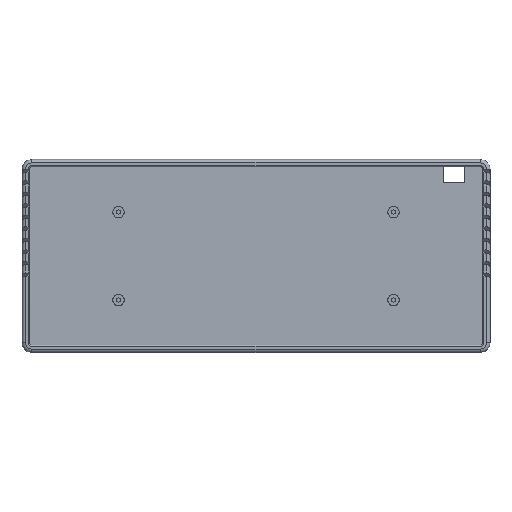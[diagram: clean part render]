
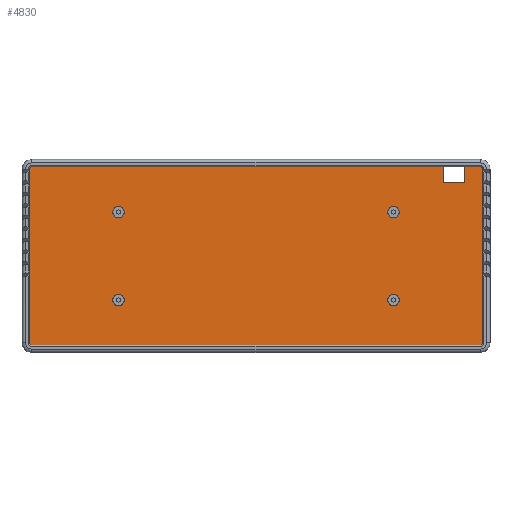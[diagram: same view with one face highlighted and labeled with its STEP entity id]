
A CAD part, top view. The second image highlights one B-rep face of the part: STEP entity #4830.
In plain terms, the highlighted planar face has unit normal (0, 0, 1).
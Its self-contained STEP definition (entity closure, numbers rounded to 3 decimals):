
#15=FACE_BOUND('',#774,.T.);
#16=FACE_BOUND('',#775,.T.);
#17=FACE_BOUND('',#776,.T.);
#18=FACE_BOUND('',#777,.T.);
#69=CIRCLE('',#5219,1.);
#70=CIRCLE('',#5221,1.);
#101=CIRCLE('',#5282,1.);
#102=CIRCLE('',#5283,1.);
#103=CIRCLE('',#5284,2.5);
#104=CIRCLE('',#5285,2.5);
#105=CIRCLE('',#5286,2.5);
#106=CIRCLE('',#5287,2.5);
#273=PLANE('',#5281);
#520=FACE_OUTER_BOUND('',#773,.T.);
#773=EDGE_LOOP('',(#4420,#4421,#4422,#4423,#4424,#4425,#4426,#4427,#4428,
#4429,#4430,#4431));
#774=EDGE_LOOP('',(#4432));
#775=EDGE_LOOP('',(#4433));
#776=EDGE_LOOP('',(#4434));
#777=EDGE_LOOP('',(#4435));
#920=LINE('',#7116,#1431);
#925=LINE('',#7128,#1436);
#1182=LINE('',#7795,#1693);
#1279=LINE('',#8013,#1790);
#1280=LINE('',#8014,#1791);
#1296=LINE('',#8109,#1807);
#1297=LINE('',#8113,#1808);
#1298=LINE('',#8116,#1809);
#1431=VECTOR('',#5646,10.);
#1436=VECTOR('',#5655,10.);
#1693=VECTOR('',#6272,10.);
#1790=VECTOR('',#6521,10.);
#1791=VECTOR('',#6522,10.);
#1807=VECTOR('',#6656,10.);
#1808=VECTOR('',#6659,10.);
#1809=VECTOR('',#6662,10.);
#2086=VERTEX_POINT('',#7113);
#2087=VERTEX_POINT('',#7115);
#2091=VERTEX_POINT('',#7125);
#2092=VERTEX_POINT('',#7127);
#2321=VERTEX_POINT('',#7792);
#2322=VERTEX_POINT('',#7794);
#2365=VERTEX_POINT('',#8003);
#2366=VERTEX_POINT('',#8007);
#2367=VERTEX_POINT('',#8011);
#2388=VERTEX_POINT('',#8110);
#2389=VERTEX_POINT('',#8112);
#2390=VERTEX_POINT('',#8114);
#2391=VERTEX_POINT('',#8117);
#2392=VERTEX_POINT('',#8119);
#2393=VERTEX_POINT('',#8121);
#2394=VERTEX_POINT('',#8123);
#2580=EDGE_CURVE('',#2086,#2087,#920,.T.);
#2586=EDGE_CURVE('',#2091,#2092,#925,.T.);
#2926=EDGE_CURVE('',#2321,#2322,#1182,.T.);
#3034=EDGE_CURVE('',#2365,#2322,#69,.T.);
#3037=EDGE_CURVE('',#2321,#2366,#70,.T.);
#3039=EDGE_CURVE('',#2367,#2086,#1279,.T.);
#3040=EDGE_CURVE('',#2092,#2366,#1280,.T.);
#3086=EDGE_CURVE('',#2087,#2091,#1296,.T.);
#3087=EDGE_CURVE('',#2367,#2388,#101,.T.);
#3088=EDGE_CURVE('',#2389,#2388,#1297,.T.);
#3089=EDGE_CURVE('',#2389,#2390,#102,.T.);
#3090=EDGE_CURVE('',#2365,#2390,#1298,.T.);
#3091=EDGE_CURVE('',#2391,#2391,#103,.T.);
#3092=EDGE_CURVE('',#2392,#2392,#104,.T.);
#3093=EDGE_CURVE('',#2393,#2393,#105,.T.);
#3094=EDGE_CURVE('',#2394,#2394,#106,.T.);
#4420=ORIENTED_EDGE('',*,*,#3034,.T.);
#4421=ORIENTED_EDGE('',*,*,#2926,.F.);
#4422=ORIENTED_EDGE('',*,*,#3037,.T.);
#4423=ORIENTED_EDGE('',*,*,#3040,.F.);
#4424=ORIENTED_EDGE('',*,*,#2586,.F.);
#4425=ORIENTED_EDGE('',*,*,#3086,.F.);
#4426=ORIENTED_EDGE('',*,*,#2580,.F.);
#4427=ORIENTED_EDGE('',*,*,#3039,.F.);
#4428=ORIENTED_EDGE('',*,*,#3087,.T.);
#4429=ORIENTED_EDGE('',*,*,#3088,.F.);
#4430=ORIENTED_EDGE('',*,*,#3089,.T.);
#4431=ORIENTED_EDGE('',*,*,#3090,.F.);
#4432=ORIENTED_EDGE('',*,*,#3091,.F.);
#4433=ORIENTED_EDGE('',*,*,#3092,.F.);
#4434=ORIENTED_EDGE('',*,*,#3093,.F.);
#4435=ORIENTED_EDGE('',*,*,#3094,.F.);
#4830=ADVANCED_FACE('',(#520,#15,#16,#17,#18),#273,.T.);
#5219=AXIS2_PLACEMENT_3D('',#8004,#6510,#6511);
#5221=AXIS2_PLACEMENT_3D('',#8009,#6516,#6517);
#5281=AXIS2_PLACEMENT_3D('',#8108,#6654,#6655);
#5282=AXIS2_PLACEMENT_3D('',#8111,#6657,#6658);
#5283=AXIS2_PLACEMENT_3D('',#8115,#6660,#6661);
#5284=AXIS2_PLACEMENT_3D('',#8118,#6663,#6664);
#5285=AXIS2_PLACEMENT_3D('',#8120,#6665,#6666);
#5286=AXIS2_PLACEMENT_3D('',#8122,#6667,#6668);
#5287=AXIS2_PLACEMENT_3D('',#8124,#6669,#6670);
#5646=DIRECTION('',(0.,-1.,0.));
#5655=DIRECTION('',(0.,1.,0.));
#6272=DIRECTION('',(0.,-1.,0.));
#6510=DIRECTION('center_axis',(0.,0.,1.));
#6511=DIRECTION('ref_axis',(0.707,-0.707,0.));
#6516=DIRECTION('center_axis',(0.,0.,1.));
#6517=DIRECTION('ref_axis',(0.707,0.707,0.));
#6521=DIRECTION('',(1.,0.,0.));
#6522=DIRECTION('',(1.,0.,0.));
#6654=DIRECTION('center_axis',(0.,0.,1.));
#6655=DIRECTION('ref_axis',(-1.,0.,0.));
#6656=DIRECTION('',(1.,0.,0.));
#6657=DIRECTION('center_axis',(0.,0.,1.));
#6658=DIRECTION('ref_axis',(-0.707,0.707,0.));
#6659=DIRECTION('',(0.,1.,0.));
#6660=DIRECTION('center_axis',(0.,0.,1.));
#6661=DIRECTION('ref_axis',(-0.707,-0.707,0.));
#6662=DIRECTION('',(-1.,0.,0.));
#6663=DIRECTION('center_axis',(0.,0.,1.));
#6664=DIRECTION('ref_axis',(-1.,0.,0.));
#6665=DIRECTION('center_axis',(0.,0.,1.));
#6666=DIRECTION('ref_axis',(-1.,0.,0.));
#6667=DIRECTION('center_axis',(0.,0.,1.));
#6668=DIRECTION('ref_axis',(-1.,0.,0.));
#6669=DIRECTION('center_axis',(0.,0.,1.));
#6670=DIRECTION('ref_axis',(-1.,0.,0.));
#7113=CARTESIAN_POINT('',(195.382,84.082,-2.4));
#7115=CARTESIAN_POINT('',(195.382,77.482,-2.4));
#7116=CARTESIAN_POINT('',(195.382,61.482,-2.4));
#7125=CARTESIAN_POINT('',(204.832,77.482,-2.4));
#7127=CARTESIAN_POINT('',(204.832,84.082,-2.4));
#7128=CARTESIAN_POINT('',(204.832,66.382,-2.4));
#7792=CARTESIAN_POINT('',(212.513,83.082,-2.4));
#7794=CARTESIAN_POINT('',(212.513,7.882,-2.4));
#7795=CARTESIAN_POINT('',(212.513,6.882,-2.4));
#8003=CARTESIAN_POINT('',(211.513,6.882,-2.4));
#8004=CARTESIAN_POINT('Origin',(211.513,7.882,-2.4));
#8007=CARTESIAN_POINT('',(211.513,84.082,-2.4));
#8009=CARTESIAN_POINT('Origin',(211.513,83.082,-2.4));
#8011=CARTESIAN_POINT('',(17.25,84.082,-2.4));
#8013=CARTESIAN_POINT('',(212.513,84.082,-2.4));
#8014=CARTESIAN_POINT('',(212.513,84.082,-2.4));
#8108=CARTESIAN_POINT('Origin',(114.382,45.482,-2.4));
#8109=CARTESIAN_POINT('',(159.607,77.482,-2.4));
#8110=CARTESIAN_POINT('',(16.25,83.082,-2.4));
#8111=CARTESIAN_POINT('Origin',(17.25,83.082,-2.4));
#8112=CARTESIAN_POINT('',(16.25,7.882,-2.4));
#8113=CARTESIAN_POINT('',(16.25,84.082,-2.4));
#8114=CARTESIAN_POINT('',(17.25,6.882,-2.4));
#8115=CARTESIAN_POINT('Origin',(17.25,7.882,-2.4));
#8116=CARTESIAN_POINT('',(16.25,6.882,-2.4));
#8117=CARTESIAN_POINT('',(57.35,64.532,-2.4));
#8118=CARTESIAN_POINT('Origin',(54.85,64.532,-2.4));
#8119=CARTESIAN_POINT('',(176.413,64.532,-2.4));
#8120=CARTESIAN_POINT('Origin',(173.913,64.532,-2.4));
#8121=CARTESIAN_POINT('',(176.413,26.432,-2.4));
#8122=CARTESIAN_POINT('Origin',(173.913,26.432,-2.4));
#8123=CARTESIAN_POINT('',(57.35,26.432,-2.4));
#8124=CARTESIAN_POINT('Origin',(54.85,26.432,-2.4));
